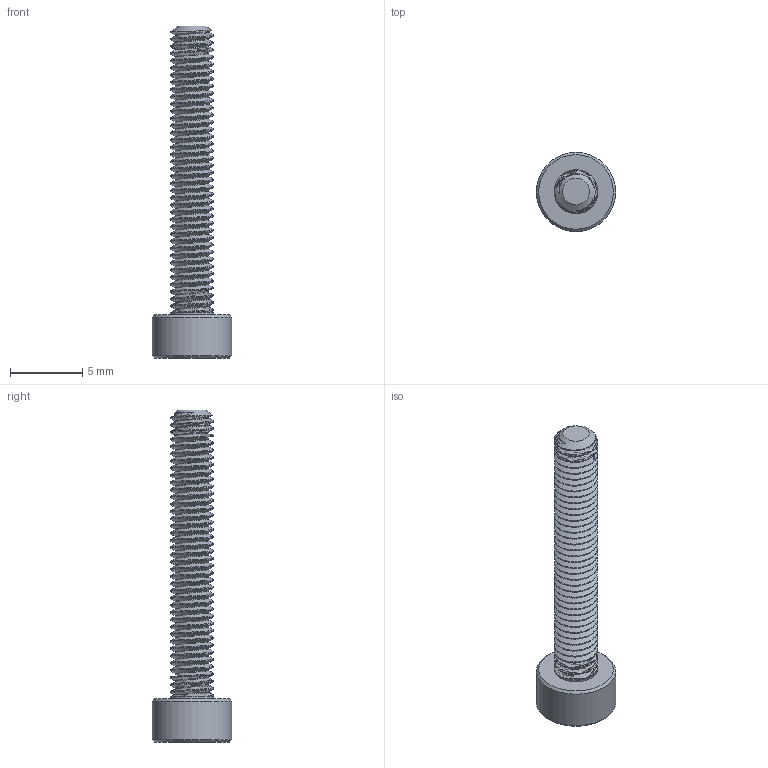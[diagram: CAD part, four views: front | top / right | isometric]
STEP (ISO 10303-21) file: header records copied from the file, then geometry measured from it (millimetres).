
FILE_DESCRIPTION(/* description */ (''),/* implementation_level */ '2;1');
FILE_NAME(/* name */ 'M3x20.step',/* time_stamp */ '2018-07-18T15:58:07+02:00',/* author */ ('boelle'),/* organization */ (''),/* preprocessor_version */ 'ST-DEVELOPER v17',/* originating_system */ 'Autodesk Translation Framework v7.1.0.215',/* authorisation */ '');
FILE_SCHEMA (('AUTOMOTIVE_DESIGN { 1 0 10303 214 3 1 1 }'));
Length unit declared in the file: millimetre
Products named in the file (2): M3x20; 91290A123
Assembly tree (1 placements, depth 2):
  M3x20
    91290A123
Bounding box: 5.5 x 5.5 x 23 mm (x, y, z)
Volume: 173.6 mm3; surface area: 400.9 mm2
Topology: 1 solids, 1 shells, 103 faces, 290 edges, 191 vertices
Faces by surface type: cylinder 81, cone 10, plane 10, bspline 2
Full cylindrical faces by diameter (mm): 2.35 x38, 3 x39, 5.5 x1
Entity records: 10654 total; most frequent: CARTESIAN_POINT 8260, ORIENTED_EDGE 580, DIRECTION 351, EDGE_CURVE 290, VERTEX_POINT 191, B_SPLINE_CURVE_WITH_KNOTS 166, AXIS2_PLACEMENT_3D 128, EDGE_LOOP 105
